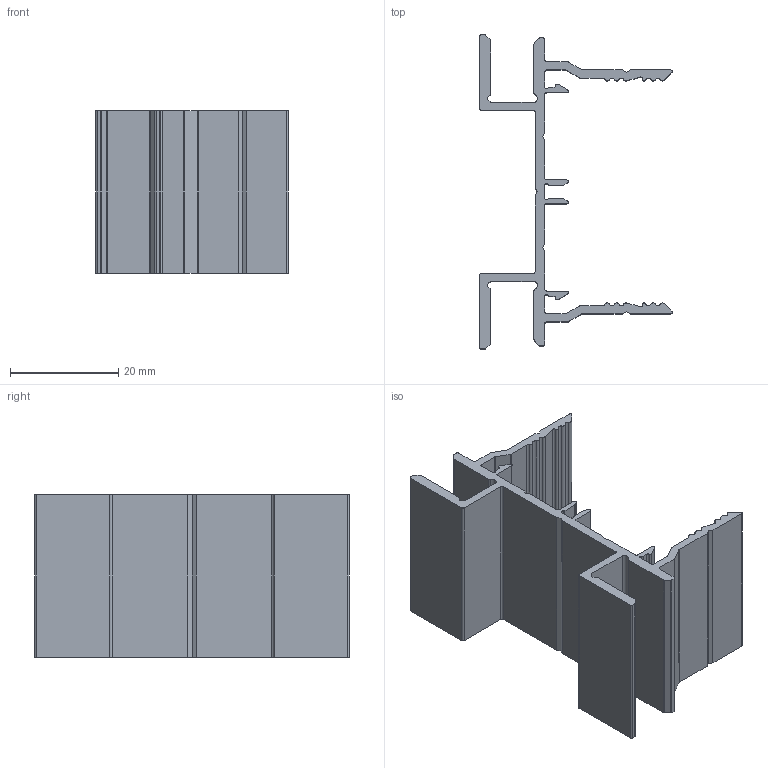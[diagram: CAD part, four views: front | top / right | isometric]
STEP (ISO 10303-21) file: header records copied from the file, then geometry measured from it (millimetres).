
FILE_DESCRIPTION (( 'STEP AP214' ), '1' );
FILE_NAME ('AL_KP5003-6000.STEP', '2024-05-10T07:54:43', ( '' ), ( '' ), 'SwSTEP 2.0', 'SolidWorks 2019', '' );
FILE_SCHEMA (( 'AUTOMOTIVE_DESIGN' ));
Length unit declared in the file: millimetre
Products named in the file (1): AL_KP5003-6000
Bounding box: 35.5 x 58 x 30 mm (x, y, z)
Volume: 8223.6 mm3; surface area: 10747.3 mm2
Topology: 1 solids, 1 shells, 167 faces, 495 edges, 330 vertices
Faces by surface type: cylinder 90, plane 77
Entity records: 5683 total; most frequent: DIRECTION 1011, CARTESIAN_POINT 993, ORIENTED_EDGE 990, EDGE_CURVE 495, AXIS2_PLACEMENT_3D 348, VERTEX_POINT 330, LINE 315, VECTOR 315
